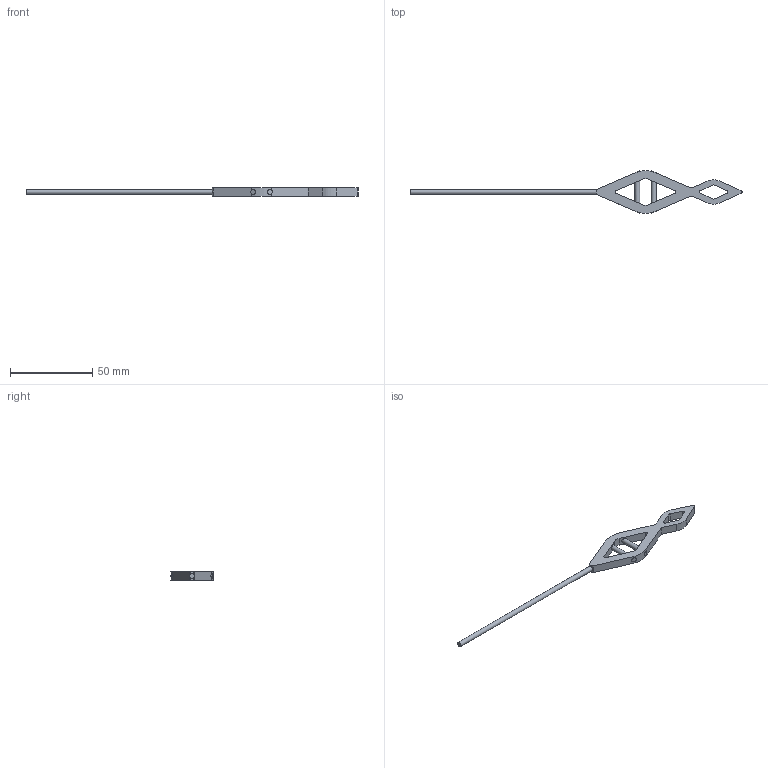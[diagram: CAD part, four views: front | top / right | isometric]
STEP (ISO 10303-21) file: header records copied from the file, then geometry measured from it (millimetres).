
FILE_DESCRIPTION(/* description */ (''),/* implementation_level */ '2;1');
FILE_NAME(/* name */ '',/* time_stamp */ '2025-12-24T16:19:33+09:00',/* author */ (''),/* organization */ (''),/* preprocessor_version */ 'ST-DEVELOPER v20.1',/* originating_system */ 'Autodesk Translation Framework v14.21.0.0',/* authorisation */ '');
FILE_SCHEMA (('AUTOMOTIVE_DESIGN { 1 0 10303 214 3 1 1 }'));
Length unit declared in the file: millimetre
Products named in the file (4): ルアンメェイ_かんざし_
mk1; decoration; center piller; pin
Assembly tree (3 placements, depth 2):
  ルアンメェイ_かんざし_
mk1
    decoration
    center piller
    pin
Bounding box: 201.56 x 25.81 x 5 mm (x, y, z)
Volume: 4958.8 mm3; surface area: 5018.9 mm2
Topology: 4 solids, 4 shells, 54 faces, 150 edges, 100 vertices
Faces by surface type: plane 29, cylinder 25
Full cylindrical faces by diameter (mm): 3 x8
Entity records: 2008 total; most frequent: CARTESIAN_POINT 441, DIRECTION 318, ORIENTED_EDGE 300, EDGE_CURVE 150, AXIS2_PLACEMENT_3D 116, VERTEX_POINT 100, LINE 86, VECTOR 86
